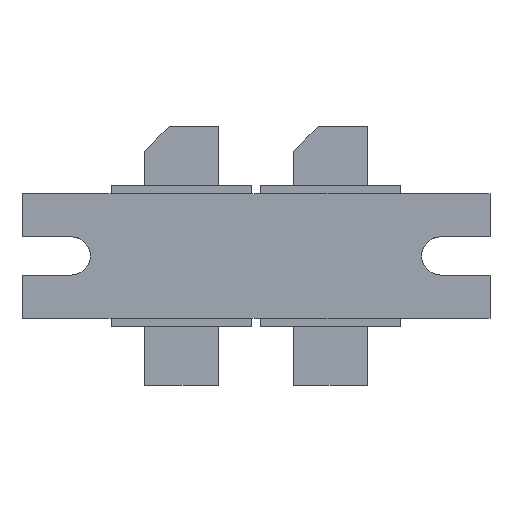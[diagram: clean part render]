
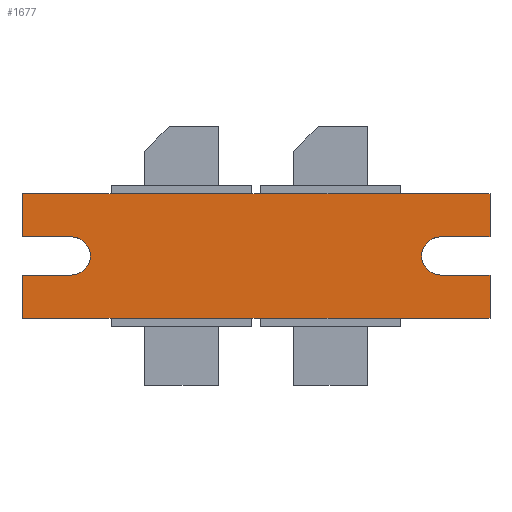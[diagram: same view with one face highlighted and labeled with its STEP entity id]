
A CAD part, top view. The second image highlights one B-rep face of the part: STEP entity #1677.
In plain terms, the highlighted planar face has unit normal (0, 0, 1).
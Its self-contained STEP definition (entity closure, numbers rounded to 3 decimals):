
#1677=ADVANCED_FACE('',(#3246),#3248,.F.);
#3246=FACE_BOUND('',#3247,.T.);
#3247=EDGE_LOOP('',(#4806,#4807,#4808,#4809,#4810,#4811,#4812,#4813,#4814,#4815,
#4816,#4817));
#3248=PLANE('',#3249);
#3249=AXIS2_PLACEMENT_3D('',#3250,#3251,#3252);
#3250=CARTESIAN_POINT('',(0.,0.,0.));
#3251=DIRECTION('',(0.,0.,-1.));
#3252=DIRECTION('',(-1.,0.,0.));
#4806=ORIENTED_EDGE('',*,*,#5533,.F.);
#4807=ORIENTED_EDGE('',*,*,#5534,.F.);
#4808=ORIENTED_EDGE('',*,*,#5535,.F.);
#4809=ORIENTED_EDGE('',*,*,#5536,.F.);
#4810=ORIENTED_EDGE('',*,*,#5489,.F.);
#4811=ORIENTED_EDGE('',*,*,#5531,.F.);
#4812=ORIENTED_EDGE('',*,*,#5537,.F.);
#4813=ORIENTED_EDGE('',*,*,#5538,.F.);
#4814=ORIENTED_EDGE('',*,*,#5539,.F.);
#4815=ORIENTED_EDGE('',*,*,#5540,.F.);
#4816=ORIENTED_EDGE('',*,*,#5517,.F.);
#4817=ORIENTED_EDGE('',*,*,#5541,.F.);
#5489=EDGE_CURVE('',#6422,#6424,#6425,.T.);
#5517=EDGE_CURVE('',#6476,#6478,#6479,.T.);
#5531=EDGE_CURVE('',#6501,#6422,#6502,.T.);
#5533=EDGE_CURVE('',#6504,#6505,#6506,.T.);
#5534=EDGE_CURVE('',#6507,#6504,#6508,.T.);
#5535=EDGE_CURVE('',#6509,#6507,#6510,.T.);
#5536=EDGE_CURVE('',#6424,#6509,#6511,.T.);
#5537=EDGE_CURVE('',#6512,#6501,#6513,.T.);
#5538=EDGE_CURVE('',#6514,#6512,#6515,.T.);
#5539=EDGE_CURVE('',#6516,#6514,#6517,.T.);
#5540=EDGE_CURVE('',#6478,#6516,#6518,.T.);
#5541=EDGE_CURVE('',#6505,#6476,#6519,.T.);
#6422=VERTEX_POINT('',#8432);
#6424=VERTEX_POINT('',#8436);
#6425=LINE('',#8437,#8438);
#6476=VERTEX_POINT('',#8542);
#6478=VERTEX_POINT('',#8546);
#6479=LINE('',#8547,#8548);
#6501=VERTEX_POINT('',#8598);
#6502=LINE('',#8599,#8600);
#6504=VERTEX_POINT('',#8605);
#6505=VERTEX_POINT('',#8606);
#6506=LINE('',#8607,#8608);
#6507=VERTEX_POINT('',#8610);
#6508=CIRCLE('',#8611,1.55);
#6509=VERTEX_POINT('',#8615);
#6510=LINE('',#8616,#8617);
#6511=LINE('',#8619,#8620);
#6512=VERTEX_POINT('',#8622);
#6513=LINE('',#8623,#8624);
#6514=VERTEX_POINT('',#8626);
#6515=CIRCLE('',#8627,1.55);
#6516=VERTEX_POINT('',#8631);
#6517=LINE('',#8632,#8633);
#6518=LINE('',#8635,#8636);
#6519=LINE('',#8638,#8639);
#8432=CARTESIAN_POINT('',(19.,-5.05,0.));
#8436=CARTESIAN_POINT('',(-19.,-5.05,0.));
#8437=CARTESIAN_POINT('',(19.,-5.05,0.));
#8438=VECTOR('',#8439,1.);
#8439=DIRECTION('',(-1.,0.,0.));
#8542=CARTESIAN_POINT('',(-19.,5.05,0.));
#8546=CARTESIAN_POINT('',(19.,5.05,0.));
#8547=CARTESIAN_POINT('',(-19.,5.05,0.));
#8548=VECTOR('',#8549,1.);
#8549=DIRECTION('',(1.,0.,0.));
#8598=CARTESIAN_POINT('',(19.,-1.55,0.));
#8599=CARTESIAN_POINT('',(19.,-1.55,0.));
#8600=VECTOR('',#8601,1.);
#8601=DIRECTION('',(0.,-1.,0.));
#8605=CARTESIAN_POINT('',(-15.,1.55,0.));
#8606=CARTESIAN_POINT('',(-19.,1.55,0.));
#8607=CARTESIAN_POINT('',(-15.,1.55,0.));
#8608=VECTOR('',#8609,1.);
#8609=DIRECTION('',(-1.,0.,0.));
#8610=CARTESIAN_POINT('',(-15.,-1.55,0.));
#8611=AXIS2_PLACEMENT_3D('',#8612,#8613,#8614);
#8612=CARTESIAN_POINT('',(-15.,0.,0.));
#8613=DIRECTION('',(0.,0.,1.));
#8614=DIRECTION('',(0.,-1.,0.));
#8615=CARTESIAN_POINT('',(-19.,-1.55,0.));
#8616=CARTESIAN_POINT('',(-19.,-1.55,0.));
#8617=VECTOR('',#8618,1.);
#8618=DIRECTION('',(1.,0.,0.));
#8619=CARTESIAN_POINT('',(-19.,-5.05,0.));
#8620=VECTOR('',#8621,1.);
#8621=DIRECTION('',(0.,1.,0.));
#8622=CARTESIAN_POINT('',(15.,-1.55,0.));
#8623=CARTESIAN_POINT('',(15.,-1.55,0.));
#8624=VECTOR('',#8625,1.);
#8625=DIRECTION('',(1.,0.,0.));
#8626=CARTESIAN_POINT('',(15.,1.55,0.));
#8627=AXIS2_PLACEMENT_3D('',#8628,#8629,#8630);
#8628=CARTESIAN_POINT('',(15.,0.,0.));
#8629=DIRECTION('',(0.,0.,1.));
#8630=DIRECTION('',(0.,1.,0.));
#8631=CARTESIAN_POINT('',(19.,1.55,0.));
#8632=CARTESIAN_POINT('',(19.,1.55,0.));
#8633=VECTOR('',#8634,1.);
#8634=DIRECTION('',(-1.,0.,0.));
#8635=CARTESIAN_POINT('',(19.,5.05,0.));
#8636=VECTOR('',#8637,1.);
#8637=DIRECTION('',(0.,-1.,0.));
#8638=CARTESIAN_POINT('',(-19.,1.55,0.));
#8639=VECTOR('',#8640,1.);
#8640=DIRECTION('',(0.,1.,0.));
